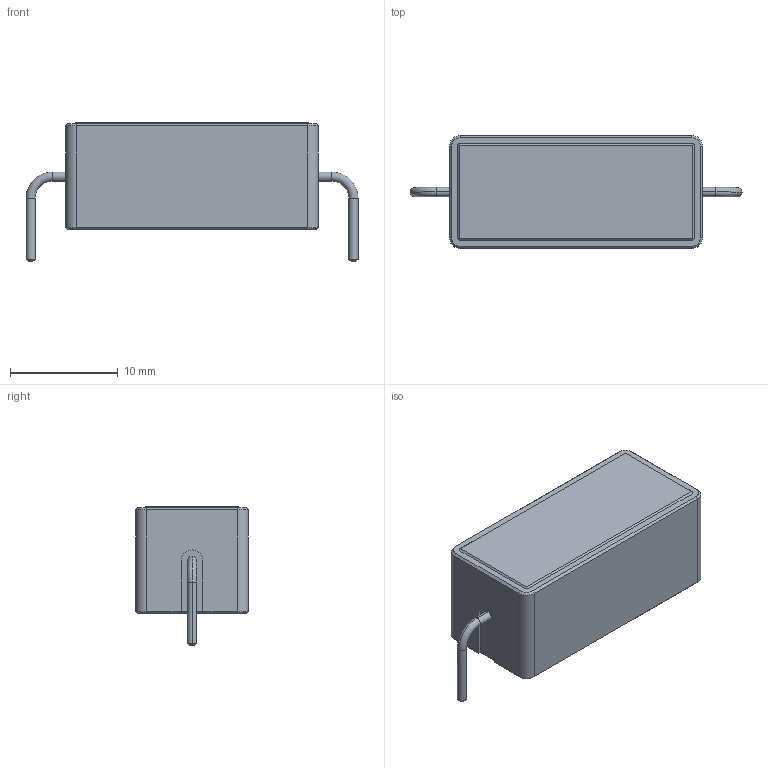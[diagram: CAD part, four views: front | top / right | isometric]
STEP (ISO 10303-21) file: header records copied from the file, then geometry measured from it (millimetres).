
FILE_DESCRIPTION(('STEP AP214'),'2;1');
FILE_NAME('Open CASCADE Shape Model','2023-09-25T10:22:58',(''),(''), 'Open CASCADE STEP processor 7.7','SolidWorks 2020','Unknown');
FILE_SCHEMA(('AUTOMOTIVE_DESIGN { 1 0 10303 214 1 1 1 1 }'));
Length unit declared in the file: millimetre
Products named in the file (1): SQP500
Bounding box: 30.85 x 10.5 x 13 mm (x, y, z)
Volume: 2455.7 mm3; surface area: 1192.6 mm2
Topology: 1 solids, 1 shells, 70 faces, 159 edges, 94 vertices
Faces by surface type: plane 35, cone 16, cylinder 15, torus 4
Entity records: 2313 total; most frequent: DIRECTION 355, CARTESIAN_POINT 324, ORIENTED_EDGE 318, EDGE_CURVE 159, AXIS2_PLACEMENT_3D 125, LINE 105, VECTOR 105, VERTEX_POINT 94
